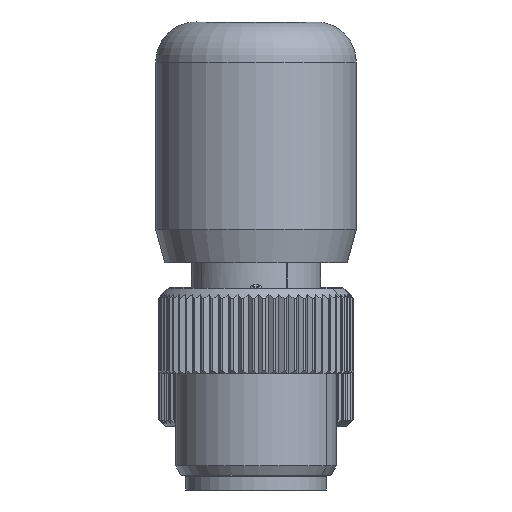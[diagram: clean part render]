
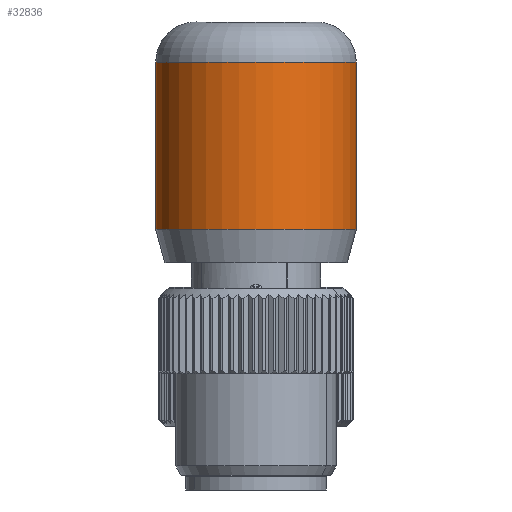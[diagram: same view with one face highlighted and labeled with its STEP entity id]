
A CAD part, front view. The second image highlights one B-rep face of the part: STEP entity #32836.
In plain terms, the highlighted cylindrical face has radius 7.5 mm (diameter 15 mm), a partial arc.
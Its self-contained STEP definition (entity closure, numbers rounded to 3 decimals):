
#32765=AXIS2_PLACEMENT_3D('Circle Axis2P3D',#32763,#32764,$) ;
#32809=AXIS2_PLACEMENT_3D('Cylinder Axis2P3D',#32806,#32807,#32808) ;
#32827=AXIS2_PLACEMENT_3D('Circle Axis2P3D',#32825,#32826,$) ;
#32760=CARTESIAN_POINT('Vertex',(0.,7.5,32.)) ;
#32763=CARTESIAN_POINT('Axis2P3D Location',(7.5,7.5,32.)) ;
#32767=CARTESIAN_POINT('Vertex',(15.,7.5,32.)) ;
#32806=CARTESIAN_POINT('Axis2P3D Location',(7.5,7.5,27.5)) ;
#32811=CARTESIAN_POINT('Line Origine',(15.,7.5,27.5)) ;
#32815=CARTESIAN_POINT('Vertex',(15.,7.5,19.5)) ;
#32818=CARTESIAN_POINT('Line Origine',(0.,7.5,27.5)) ;
#32822=CARTESIAN_POINT('Vertex',(0.,7.5,19.5)) ;
#32825=CARTESIAN_POINT('Axis2P3D Location',(7.5,7.5,19.5)) ;
#32764=DIRECTION('Axis2P3D Direction',(0.,0.,1.)) ;
#32807=DIRECTION('Axis2P3D Direction',(0.,0.,1.)) ;
#32808=DIRECTION('Axis2P3D XDirection',(1.,0.,0.)) ;
#32812=DIRECTION('Vector Direction',(0.,0.,1.)) ;
#32819=DIRECTION('Vector Direction',(0.,0.,1.)) ;
#32826=DIRECTION('Axis2P3D Direction',(0.,0.,1.)) ;
#32813=VECTOR('Line Direction',#32812,1.) ;
#32820=VECTOR('Line Direction',#32819,1.) ;
#32831=ORIENTED_EDGE('',*,*,#32817,.T.) ;
#32832=ORIENTED_EDGE('',*,*,#32769,.F.) ;
#32833=ORIENTED_EDGE('',*,*,#32824,.F.) ;
#32834=ORIENTED_EDGE('',*,*,#32829,.T.) ;
#32836=ADVANCED_FACE('Hauptkoerper',(#32835),#32810,.T.) ;
#32766=CIRCLE('generated circle',#32765,7.5) ;
#32828=CIRCLE('generated circle',#32827,7.5) ;
#32810=CYLINDRICAL_SURFACE('generated cylinder',#32809,7.5) ;
#32769=EDGE_CURVE('',#32761,#32768,#32766,.T.) ;
#32817=EDGE_CURVE('',#32816,#32768,#32814,.T.) ;
#32824=EDGE_CURVE('',#32823,#32761,#32821,.T.) ;
#32829=EDGE_CURVE('',#32823,#32816,#32828,.T.) ;
#32830=EDGE_LOOP('',(#32831,#32832,#32833,#32834)) ;
#32835=FACE_OUTER_BOUND('',#32830,.T.) ;
#32814=LINE('Line',#32811,#32813) ;
#32821=LINE('Line',#32818,#32820) ;
#32761=VERTEX_POINT('',#32760) ;
#32768=VERTEX_POINT('',#32767) ;
#32816=VERTEX_POINT('',#32815) ;
#32823=VERTEX_POINT('',#32822) ;
